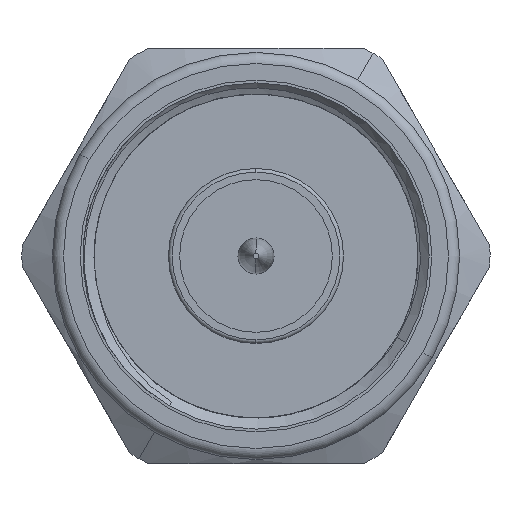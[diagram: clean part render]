
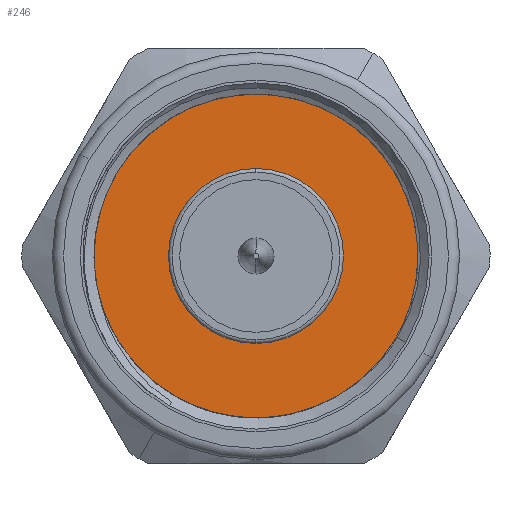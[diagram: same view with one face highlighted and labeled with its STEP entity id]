
A CAD part, left-side view. The second image highlights one B-rep face of the part: STEP entity #246.
In plain terms, the highlighted planar face has unit normal (-1, 0, 0).
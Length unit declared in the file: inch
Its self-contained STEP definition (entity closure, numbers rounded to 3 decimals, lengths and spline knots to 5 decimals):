
#211 = EDGE_LOOP ( 'NONE', ( #4800, #4674 ) ) ;
#246 = ADVANCED_FACE ( 'NONE', ( #1235, #3271 ), #6443, .T. ) ;
#402 = EDGE_CURVE ( 'NONE', #6353, #4516, #6185, .T. ) ;
#464 = AXIS2_PLACEMENT_3D ( 'NONE', #1162, #5994, #1263 ) ;
#501 = AXIS2_PLACEMENT_3D ( 'NONE', #5640, #4660, #6773 ) ;
#647 = DIRECTION ( 'NONE',  ( -1., 0., 0. ) ) ;
#1063 = CIRCLE ( 'NONE', #501, 0.3145 ) ;
#1162 = CARTESIAN_POINT ( 'NONE',  ( 0.35, 0., 0. ) ) ;
#1235 = FACE_BOUND ( 'NONE', #4253, .T. ) ;
#1263 = DIRECTION ( 'NONE',  ( 0., 0., -1. ) ) ;
#1447 = VERTEX_POINT ( 'NONE', #2022 ) ;
#1641 = VERTEX_POINT ( 'NONE', #3342 ) ;
#1976 = DIRECTION ( 'NONE',  ( -1., 0., 0. ) ) ;
#2022 = CARTESIAN_POINT ( 'NONE',  ( 0.35, -0.27236, -0.15725 ) ) ;
#2270 = CARTESIAN_POINT ( 'NONE',  ( 0.35, 0., -0.15788 ) ) ;
#2340 = EDGE_CURVE ( 'NONE', #4516, #6353, #5100, .T. ) ;
#2380 = AXIS2_PLACEMENT_3D ( 'NONE', #3826, #3300, #2718 ) ;
#2406 = CARTESIAN_POINT ( 'NONE',  ( 0.35, 0., 0. ) ) ;
#2718 = DIRECTION ( 'NONE',  ( 0., 0., -1. ) ) ;
#3271 = FACE_OUTER_BOUND ( 'NONE', #211, .T. ) ;
#3280 = ORIENTED_EDGE ( 'NONE', *, *, #402, .F. ) ;
#3300 = DIRECTION ( 'NONE',  ( -1., 0., 0. ) ) ;
#3342 = CARTESIAN_POINT ( 'NONE',  ( 0.35, 0.27236, 0.15725 ) ) ;
#3435 = AXIS2_PLACEMENT_3D ( 'NONE', #5381, #647, #5999 ) ;
#3826 = CARTESIAN_POINT ( 'NONE',  ( 0.35, 0., 0. ) ) ;
#4252 = CIRCLE ( 'NONE', #2380, 0.3145 ) ;
#4253 = EDGE_LOOP ( 'NONE', ( #3280, #6191 ) ) ;
#4516 = VERTEX_POINT ( 'NONE', #2270 ) ;
#4660 = DIRECTION ( 'NONE',  ( -1., 0., 0. ) ) ;
#4674 = ORIENTED_EDGE ( 'NONE', *, *, #6821, .T. ) ;
#4800 = ORIENTED_EDGE ( 'NONE', *, *, #6322, .T. ) ;
#4966 = AXIS2_PLACEMENT_3D ( 'NONE', #2406, #1976, #6198 ) ;
#5100 = CIRCLE ( 'NONE', #464, 0.15788 ) ;
#5381 = CARTESIAN_POINT ( 'NONE',  ( 0.35, 0.156, 0. ) ) ;
#5640 = CARTESIAN_POINT ( 'NONE',  ( 0.35, 0., 0. ) ) ;
#5935 = CARTESIAN_POINT ( 'NONE',  ( 0.35, 0., 0.15788 ) ) ;
#5994 = DIRECTION ( 'NONE',  ( -1., 0., 0. ) ) ;
#5999 = DIRECTION ( 'NONE',  ( 0., 0., 1. ) ) ;
#6185 = CIRCLE ( 'NONE', #4966, 0.15788 ) ;
#6191 = ORIENTED_EDGE ( 'NONE', *, *, #2340, .F. ) ;
#6198 = DIRECTION ( 'NONE',  ( 0., 0., -1. ) ) ;
#6322 = EDGE_CURVE ( 'NONE', #1447, #1641, #4252, .T. ) ;
#6353 = VERTEX_POINT ( 'NONE', #5935 ) ;
#6443 = PLANE ( 'NONE',  #3435 ) ;
#6773 = DIRECTION ( 'NONE',  ( 0., 0., -1. ) ) ;
#6821 = EDGE_CURVE ( 'NONE', #1641, #1447, #1063, .T. ) ;
